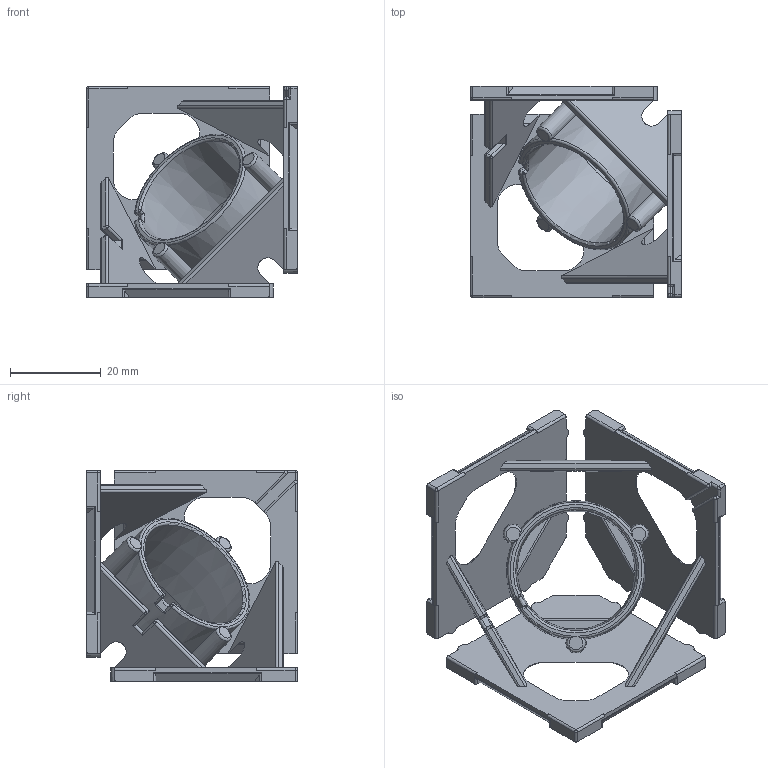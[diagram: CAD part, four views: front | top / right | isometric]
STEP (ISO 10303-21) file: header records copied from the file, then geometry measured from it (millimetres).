
FILE_DESCRIPTION(/* description */ (''),/* implementation_level */ '2;1');
FILE_NAME(/* name */ 'LEDCube_CornerBracket_InjectionMolding.step',/* time_stamp */ '2020-07-27T14:00:42+02:00',/* author */ (''),/* organization */ (''),/* preprocessor_version */ 'ST-DEVELOPER v18.1',/* originating_system */ 'Autodesk Translation Framework v9.3.0.1241',/* authorisation */ '');
FILE_SCHEMA (('AUTOMOTIVE_DESIGN { 1 0 10303 214 3 1 1 }'));
Length unit declared in the file: millimetre
Products named in the file (2): EckeV2; Komponente1
Assembly tree (1 placements, depth 2):
  EckeV2
    Komponente1
Bounding box: 46.4 x 46.4 x 46.4 mm (x, y, z)
Volume: 16931.9 mm3; surface area: 14804.8 mm2
Topology: 1 solids, 1 shells, 319 faces, 896 edges, 568 vertices
Faces by surface type: cylinder 139, plane 128, sphere 25, bspline 12, torus 8, cone 7
Full cylindrical faces by diameter (mm): 26 x1
Entity records: 10956 total; most frequent: CARTESIAN_POINT 2660, ORIENTED_EDGE 1788, DIRECTION 1717, EDGE_CURVE 894, AXIS2_PLACEMENT_3D 612, VERTEX_POINT 568, LINE 493, VECTOR 493
